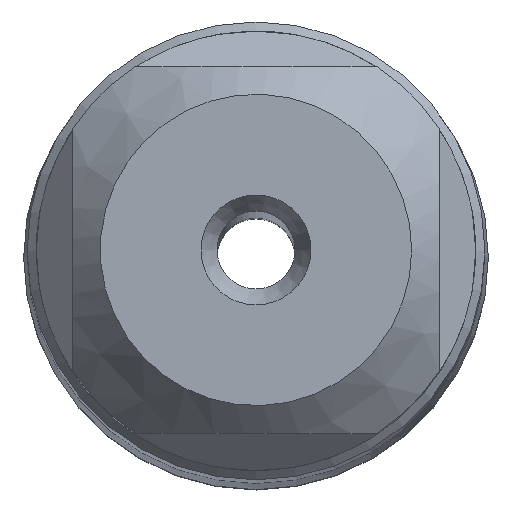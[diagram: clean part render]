
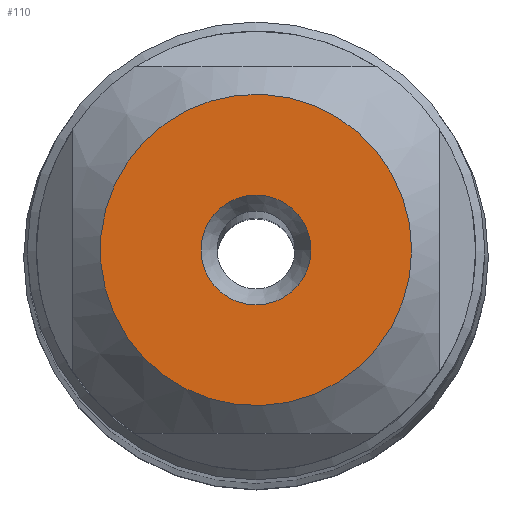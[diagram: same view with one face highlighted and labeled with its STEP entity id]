
A CAD part, top view. The second image highlights one B-rep face of the part: STEP entity #110.
In plain terms, the highlighted planar face has unit normal (0, 0, 1).
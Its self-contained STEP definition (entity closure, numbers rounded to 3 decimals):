
#50=PLANE('',#497);
#110=ADVANCED_FACE('',(#154,#155),#50,.F.);
#154=FACE_BOUND('',#196,.T.);
#155=FACE_BOUND('',#197,.T.);
#196=EDGE_LOOP('',(#268));
#197=EDGE_LOOP('',(#269));
#268=ORIENTED_EDGE('',*,*,#383,.T.);
#269=ORIENTED_EDGE('',*,*,#374,.T.);
#338=VERTEX_POINT('',#740);
#343=VERTEX_POINT('',#779);
#374=EDGE_CURVE('',#338,#338,#406,.T.);
#383=EDGE_CURVE('',#343,#343,#411,.T.);
#406=CIRCLE('',#486,3.4);
#411=CIRCLE('',#496,1.2);
#486=AXIS2_PLACEMENT_3D('',#739,#577,#578);
#496=AXIS2_PLACEMENT_3D('',#778,#597,#598);
#497=AXIS2_PLACEMENT_3D('',#780,#599,#600);
#577=DIRECTION('',(0.,0.,1.));
#578=DIRECTION('',(1.,0.,0.));
#597=DIRECTION('',(0.,0.,-1.));
#598=DIRECTION('',(-1.,0.,0.));
#599=DIRECTION('',(0.,0.,-1.));
#600=DIRECTION('',(-1.,0.,0.));
#739=CARTESIAN_POINT('',(0.,0.,0.));
#740=CARTESIAN_POINT('',(3.4,0.,0.));
#778=CARTESIAN_POINT('',(0.,0.,0.));
#779=CARTESIAN_POINT('',(-1.2,0.,0.));
#780=CARTESIAN_POINT('',(5.2,0.,0.));
